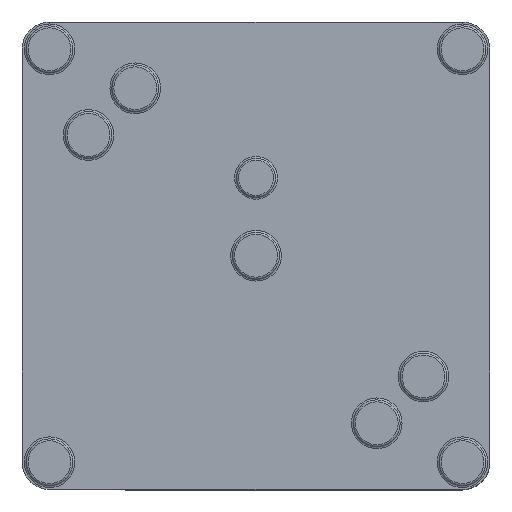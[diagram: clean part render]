
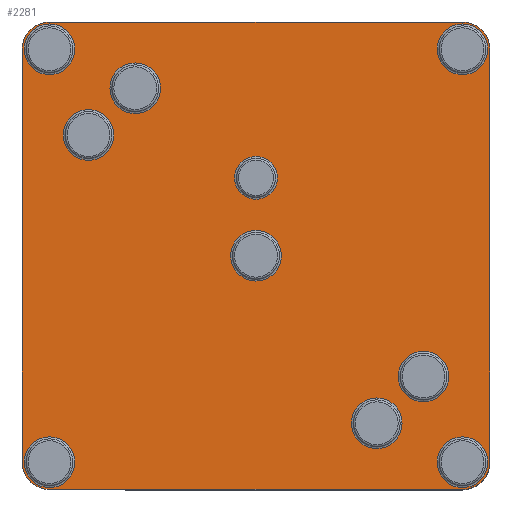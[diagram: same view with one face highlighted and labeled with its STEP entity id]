
A CAD part, top view. The second image highlights one B-rep face of the part: STEP entity #2281.
In plain terms, the highlighted planar face has unit normal (0, 0, 1).
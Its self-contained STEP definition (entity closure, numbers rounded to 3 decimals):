
#122=FACE_BOUND('',#576,.T.);
#123=FACE_BOUND('',#577,.T.);
#124=FACE_BOUND('',#578,.T.);
#125=FACE_BOUND('',#579,.T.);
#126=FACE_BOUND('',#580,.T.);
#127=FACE_BOUND('',#581,.T.);
#128=FACE_BOUND('',#582,.T.);
#129=FACE_BOUND('',#583,.T.);
#130=FACE_BOUND('',#584,.T.);
#131=FACE_BOUND('',#585,.T.);
#175=LINE('',#4602,#255);
#176=LINE('',#4606,#256);
#177=LINE('',#4610,#257);
#178=LINE('',#4613,#258);
#255=VECTOR('',#3068,10.);
#256=VECTOR('',#3071,10.);
#257=VECTOR('',#3074,10.);
#258=VECTOR('',#3077,10.);
#433=FACE_OUTER_BOUND('',#575,.T.);
#575=EDGE_LOOP('',(#1698,#1699,#1700,#1701,#1702,#1703,#1704,#1705));
#576=EDGE_LOOP('',(#1706));
#577=EDGE_LOOP('',(#1707));
#578=EDGE_LOOP('',(#1708));
#579=EDGE_LOOP('',(#1709));
#580=EDGE_LOOP('',(#1710));
#581=EDGE_LOOP('',(#1711));
#582=EDGE_LOOP('',(#1712));
#583=EDGE_LOOP('',(#1713));
#584=EDGE_LOOP('',(#1714));
#585=EDGE_LOOP('',(#1715));
#742=CIRCLE('',#2535,6.5);
#743=CIRCLE('',#2537,7.);
#744=CIRCLE('',#2538,7.);
#745=CIRCLE('',#2539,7.);
#746=CIRCLE('',#2540,7.);
#747=CIRCLE('',#2541,5.5);
#748=CIRCLE('',#2542,6.5);
#749=CIRCLE('',#2543,6.5);
#750=CIRCLE('',#2544,6.5);
#751=CIRCLE('',#2545,6.5);
#752=CIRCLE('',#2546,6.5);
#753=CIRCLE('',#2547,6.5);
#754=CIRCLE('',#2548,6.5);
#755=CIRCLE('',#2549,6.5);
#957=VERTEX_POINT('',#4594);
#958=VERTEX_POINT('',#4598);
#959=VERTEX_POINT('',#4599);
#960=VERTEX_POINT('',#4601);
#961=VERTEX_POINT('',#4603);
#962=VERTEX_POINT('',#4605);
#963=VERTEX_POINT('',#4607);
#964=VERTEX_POINT('',#4609);
#965=VERTEX_POINT('',#4611);
#966=VERTEX_POINT('',#4614);
#967=VERTEX_POINT('',#4616);
#968=VERTEX_POINT('',#4618);
#969=VERTEX_POINT('',#4620);
#970=VERTEX_POINT('',#4622);
#971=VERTEX_POINT('',#4624);
#972=VERTEX_POINT('',#4626);
#973=VERTEX_POINT('',#4628);
#974=VERTEX_POINT('',#4630);
#1221=EDGE_CURVE('',#957,#957,#742,.T.);
#1222=EDGE_CURVE('',#958,#959,#743,.T.);
#1223=EDGE_CURVE('',#958,#960,#175,.T.);
#1224=EDGE_CURVE('',#961,#960,#744,.T.);
#1225=EDGE_CURVE('',#961,#962,#176,.T.);
#1226=EDGE_CURVE('',#963,#962,#745,.T.);
#1227=EDGE_CURVE('',#963,#964,#177,.T.);
#1228=EDGE_CURVE('',#965,#964,#746,.T.);
#1229=EDGE_CURVE('',#965,#959,#178,.T.);
#1230=EDGE_CURVE('',#966,#966,#747,.T.);
#1231=EDGE_CURVE('',#967,#967,#748,.T.);
#1232=EDGE_CURVE('',#968,#968,#749,.T.);
#1233=EDGE_CURVE('',#969,#969,#750,.T.);
#1234=EDGE_CURVE('',#970,#970,#751,.T.);
#1235=EDGE_CURVE('',#971,#971,#752,.T.);
#1236=EDGE_CURVE('',#972,#972,#753,.T.);
#1237=EDGE_CURVE('',#973,#973,#754,.T.);
#1238=EDGE_CURVE('',#974,#974,#755,.T.);
#1698=ORIENTED_EDGE('',*,*,#1222,.F.);
#1699=ORIENTED_EDGE('',*,*,#1223,.T.);
#1700=ORIENTED_EDGE('',*,*,#1224,.F.);
#1701=ORIENTED_EDGE('',*,*,#1225,.T.);
#1702=ORIENTED_EDGE('',*,*,#1226,.F.);
#1703=ORIENTED_EDGE('',*,*,#1227,.T.);
#1704=ORIENTED_EDGE('',*,*,#1228,.F.);
#1705=ORIENTED_EDGE('',*,*,#1229,.T.);
#1706=ORIENTED_EDGE('',*,*,#1230,.F.);
#1707=ORIENTED_EDGE('',*,*,#1231,.F.);
#1708=ORIENTED_EDGE('',*,*,#1232,.F.);
#1709=ORIENTED_EDGE('',*,*,#1233,.F.);
#1710=ORIENTED_EDGE('',*,*,#1234,.F.);
#1711=ORIENTED_EDGE('',*,*,#1235,.F.);
#1712=ORIENTED_EDGE('',*,*,#1236,.F.);
#1713=ORIENTED_EDGE('',*,*,#1237,.F.);
#1714=ORIENTED_EDGE('',*,*,#1238,.F.);
#1715=ORIENTED_EDGE('',*,*,#1221,.F.);
#2065=PLANE('',#2536);
#2281=ADVANCED_FACE('',(#433,#122,#123,#124,#125,#126,#127,#128,#129,#130,
#131),#2065,.T.);
#2535=AXIS2_PLACEMENT_3D('',#4596,#3062,#3063);
#2536=AXIS2_PLACEMENT_3D('',#4597,#3064,#3065);
#2537=AXIS2_PLACEMENT_3D('',#4600,#3066,#3067);
#2538=AXIS2_PLACEMENT_3D('',#4604,#3069,#3070);
#2539=AXIS2_PLACEMENT_3D('',#4608,#3072,#3073);
#2540=AXIS2_PLACEMENT_3D('',#4612,#3075,#3076);
#2541=AXIS2_PLACEMENT_3D('',#4615,#3078,#3079);
#2542=AXIS2_PLACEMENT_3D('',#4617,#3080,#3081);
#2543=AXIS2_PLACEMENT_3D('',#4619,#3082,#3083);
#2544=AXIS2_PLACEMENT_3D('',#4621,#3084,#3085);
#2545=AXIS2_PLACEMENT_3D('',#4623,#3086,#3087);
#2546=AXIS2_PLACEMENT_3D('',#4625,#3088,#3089);
#2547=AXIS2_PLACEMENT_3D('',#4627,#3090,#3091);
#2548=AXIS2_PLACEMENT_3D('',#4629,#3092,#3093);
#2549=AXIS2_PLACEMENT_3D('',#4631,#3094,#3095);
#3062=DIRECTION('center_axis',(0.,0.,1.));
#3063=DIRECTION('ref_axis',(-1.,0.,0.));
#3064=DIRECTION('center_axis',(0.,0.,1.));
#3065=DIRECTION('ref_axis',(1.,0.,0.));
#3066=DIRECTION('center_axis',(0.,0.,-1.));
#3067=DIRECTION('ref_axis',(-0.707,0.707,0.));
#3068=DIRECTION('',(0.,-1.,0.));
#3069=DIRECTION('center_axis',(0.,0.,-1.));
#3070=DIRECTION('ref_axis',(-0.707,-0.707,0.));
#3071=DIRECTION('',(1.,0.,0.));
#3072=DIRECTION('center_axis',(0.,0.,-1.));
#3073=DIRECTION('ref_axis',(0.707,-0.707,0.));
#3074=DIRECTION('',(0.,1.,0.));
#3075=DIRECTION('center_axis',(0.,0.,-1.));
#3076=DIRECTION('ref_axis',(0.707,0.707,0.));
#3077=DIRECTION('',(-1.,0.,0.));
#3078=DIRECTION('center_axis',(0.,0.,1.));
#3079=DIRECTION('ref_axis',(-1.,0.,0.));
#3080=DIRECTION('center_axis',(0.,0.,1.));
#3081=DIRECTION('ref_axis',(-1.,0.,0.));
#3082=DIRECTION('center_axis',(0.,0.,1.));
#3083=DIRECTION('ref_axis',(-1.,0.,0.));
#3084=DIRECTION('center_axis',(0.,0.,1.));
#3085=DIRECTION('ref_axis',(-1.,0.,0.));
#3086=DIRECTION('center_axis',(0.,0.,1.));
#3087=DIRECTION('ref_axis',(-1.,0.,0.));
#3088=DIRECTION('center_axis',(0.,0.,1.));
#3089=DIRECTION('ref_axis',(-1.,0.,0.));
#3090=DIRECTION('center_axis',(0.,0.,1.));
#3091=DIRECTION('ref_axis',(-1.,0.,0.));
#3092=DIRECTION('center_axis',(0.,0.,1.));
#3093=DIRECTION('ref_axis',(-1.,0.,0.));
#3094=DIRECTION('center_axis',(0.,0.,1.));
#3095=DIRECTION('ref_axis',(-1.,0.,0.));
#4594=CARTESIAN_POINT('',(6.5,0.,57.));
#4596=CARTESIAN_POINT('Origin',(0.,0.,57.));
#4597=CARTESIAN_POINT('Origin',(0.,0.,57.));
#4598=CARTESIAN_POINT('',(-60.,53.,57.));
#4599=CARTESIAN_POINT('',(-53.,60.,57.));
#4600=CARTESIAN_POINT('Origin',(-53.,53.,57.));
#4601=CARTESIAN_POINT('',(-60.,-53.,57.));
#4602=CARTESIAN_POINT('',(-60.,60.,57.));
#4603=CARTESIAN_POINT('',(-53.,-60.,57.));
#4604=CARTESIAN_POINT('Origin',(-53.,-53.,57.));
#4605=CARTESIAN_POINT('',(53.,-60.,57.));
#4606=CARTESIAN_POINT('',(-60.,-60.,57.));
#4607=CARTESIAN_POINT('',(60.,-53.,57.));
#4608=CARTESIAN_POINT('Origin',(53.,-53.,57.));
#4609=CARTESIAN_POINT('',(60.,53.,57.));
#4610=CARTESIAN_POINT('',(60.,-60.,57.));
#4611=CARTESIAN_POINT('',(53.,60.,57.));
#4612=CARTESIAN_POINT('Origin',(53.,53.,57.));
#4613=CARTESIAN_POINT('',(60.,60.,57.));
#4614=CARTESIAN_POINT('',(5.5,20.,57.));
#4615=CARTESIAN_POINT('Origin',(0.,20.,57.));
#4616=CARTESIAN_POINT('',(-24.5,43.,57.));
#4617=CARTESIAN_POINT('Origin',(-31.,43.,57.));
#4618=CARTESIAN_POINT('',(49.5,-31.,57.));
#4619=CARTESIAN_POINT('Origin',(43.,-31.,57.));
#4620=CARTESIAN_POINT('',(59.5,53.,57.));
#4621=CARTESIAN_POINT('Origin',(53.,53.,57.));
#4622=CARTESIAN_POINT('',(-46.5,53.,57.));
#4623=CARTESIAN_POINT('Origin',(-53.,53.,57.));
#4624=CARTESIAN_POINT('',(-46.5,-53.,57.));
#4625=CARTESIAN_POINT('Origin',(-53.,-53.,57.));
#4626=CARTESIAN_POINT('',(59.5,-53.,57.));
#4627=CARTESIAN_POINT('Origin',(53.,-53.,57.));
#4628=CARTESIAN_POINT('',(37.5,-43.,57.));
#4629=CARTESIAN_POINT('Origin',(31.,-43.,57.));
#4630=CARTESIAN_POINT('',(-36.5,31.,57.));
#4631=CARTESIAN_POINT('Origin',(-43.,31.,57.));
